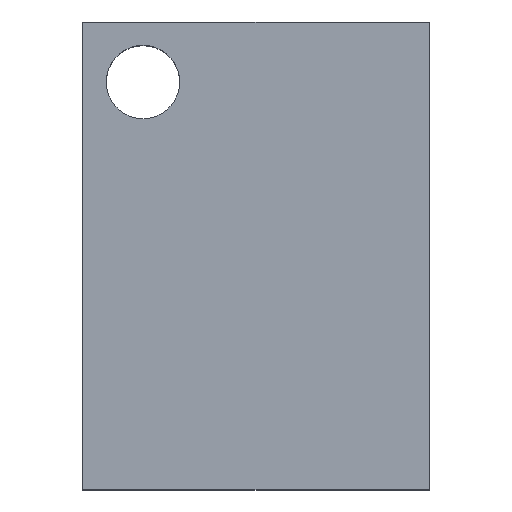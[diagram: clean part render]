
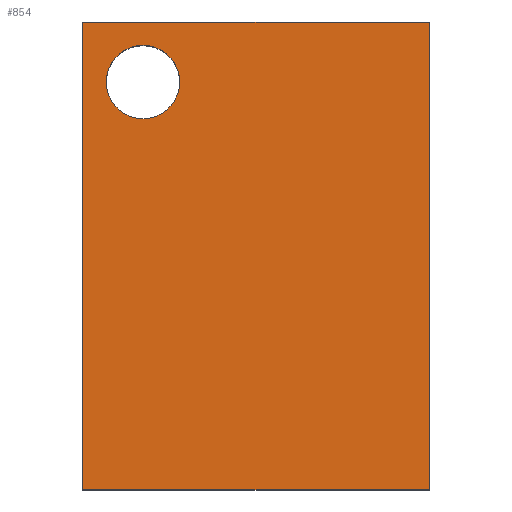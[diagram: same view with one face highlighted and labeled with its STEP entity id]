
A CAD part, top view. The second image highlights one B-rep face of the part: STEP entity #854.
In plain terms, the highlighted planar face has unit normal (0, 0, 1).
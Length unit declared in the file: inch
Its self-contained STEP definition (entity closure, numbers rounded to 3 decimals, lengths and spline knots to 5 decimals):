
#73=DIRECTION('',(0.,-1.,0.));
#74=VECTOR('',#73,2.188);
#75=CARTESIAN_POINT('',(0.,0.,1.25));
#76=LINE('',#75,#74);
#77=DIRECTION('',(-1.,0.,0.));
#78=VECTOR('',#77,1.62);
#79=CARTESIAN_POINT('',(1.62,0.,1.25));
#80=LINE('',#79,#78);
#81=DIRECTION('',(0.,1.,0.));
#82=VECTOR('',#81,2.188);
#83=CARTESIAN_POINT('',(1.62,-2.188,1.25));
#84=LINE('',#83,#82);
#85=DIRECTION('',(1.,0.,0.));
#86=VECTOR('',#85,1.62);
#87=CARTESIAN_POINT('',(0.,-2.188,1.25));
#88=LINE('',#87,#86);
#89=CARTESIAN_POINT('',(0.281,-0.281,1.25));
#90=DIRECTION('',(0.,0.,1.));
#91=DIRECTION('',(0.,1.,0.));
#92=AXIS2_PLACEMENT_3D('',#89,#90,#91);
#94=CARTESIAN_POINT('',(0.281,-0.281,1.25));
#95=DIRECTION('',(0.,0.,1.));
#96=DIRECTION('',(0.,-1.,0.));
#97=AXIS2_PLACEMENT_3D('',#94,#95,#96);
#623=CARTESIAN_POINT('',(0.,0.,1.25));
#624=CARTESIAN_POINT('',(0.,-2.188,1.25));
#625=VERTEX_POINT('',#623);
#626=VERTEX_POINT('',#624);
#627=CARTESIAN_POINT('',(1.62,-2.188,1.25));
#628=VERTEX_POINT('',#627);
#629=CARTESIAN_POINT('',(1.62,0.,1.25));
#630=VERTEX_POINT('',#629);
#635=CARTESIAN_POINT('',(0.281,-0.109,1.25));
#636=CARTESIAN_POINT('',(0.281,-0.453,1.25));
#637=VERTEX_POINT('',#635);
#638=VERTEX_POINT('',#636);
#837=CARTESIAN_POINT('',(0.,0.,1.25));
#838=DIRECTION('',(0.,0.,1.));
#839=DIRECTION('',(1.,0.,0.));
#840=AXIS2_PLACEMENT_3D('',#837,#838,#839);
#841=PLANE('',#840);
#842=ORIENTED_EDGE('',*,*,#771,.F.);
#843=ORIENTED_EDGE('',*,*,#792,.F.);
#844=ORIENTED_EDGE('',*,*,#812,.F.);
#845=ORIENTED_EDGE('',*,*,#825,.F.);
#846=EDGE_LOOP('',(#842,#843,#844,#845));
#847=FACE_OUTER_BOUND('',#846,.F.);
#849=ORIENTED_EDGE('',*,*,#848,.T.);
#851=ORIENTED_EDGE('',*,*,#850,.T.);
#852=EDGE_LOOP('',(#849,#851));
#853=FACE_BOUND('',#852,.F.);
#854=ADVANCED_FACE('',(#847,#853),#841,.T.);
#93=CIRCLE('',#92,0.172);
#98=CIRCLE('',#97,0.172);
#771=EDGE_CURVE('',#625,#626,#76,.T.);
#792=EDGE_CURVE('',#630,#625,#80,.T.);
#812=EDGE_CURVE('',#628,#630,#84,.T.);
#825=EDGE_CURVE('',#626,#628,#88,.T.);
#848=EDGE_CURVE('',#637,#638,#93,.T.);
#850=EDGE_CURVE('',#638,#637,#98,.T.);
